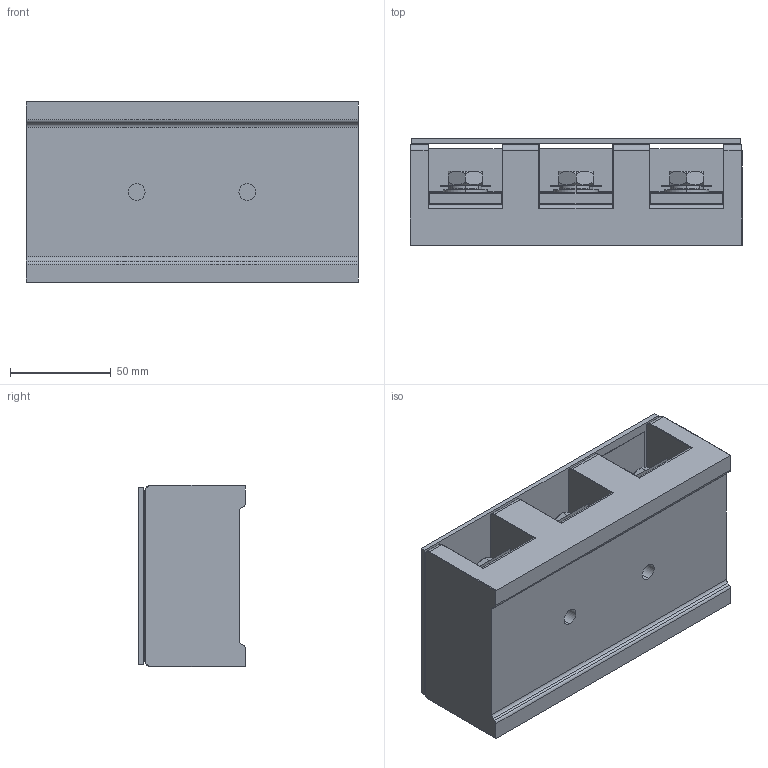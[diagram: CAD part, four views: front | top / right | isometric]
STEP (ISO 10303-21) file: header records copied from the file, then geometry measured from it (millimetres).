
FILE_DESCRIPTION((''),'2;1');
FILE_NAME('UDJ-3003','2020-04-01T',('Administrator'),(''),'PRO/ENGINEER BY PARAMETRIC TECHNOLOGY CORPORATION, 2013230','PRO/ENGINEER BY PARAMETRIC TECHNOLOGY CORPORATION, 2013230','');
FILE_SCHEMA(('CONFIG_CONTROL_DESIGN'));
Products named in the file (1): UDJ-3003
Bounding box: 165 x 53 x 90 mm (x, y, z)
Surface area: 169401.1 mm2 (no closed solid volume)
Topology: 0 solids, 57 shells, 2273 faces, 6018 edges, 3896 vertices
Faces by surface type: plane 1562, cylinder 333, bspline 246, cone 76, torus 40, sphere 12, extrusion 4
Entity records: 87657 total; most frequent: CARTESIAN_POINT 25386, ORIENTED_EDGE 11892, DIRECTION 10035, EDGE_CURVE 5994, VECTOR 4633, LINE 4629, VERTEX_POINT 3896, AXIS2_PLACEMENT_3D 2701
